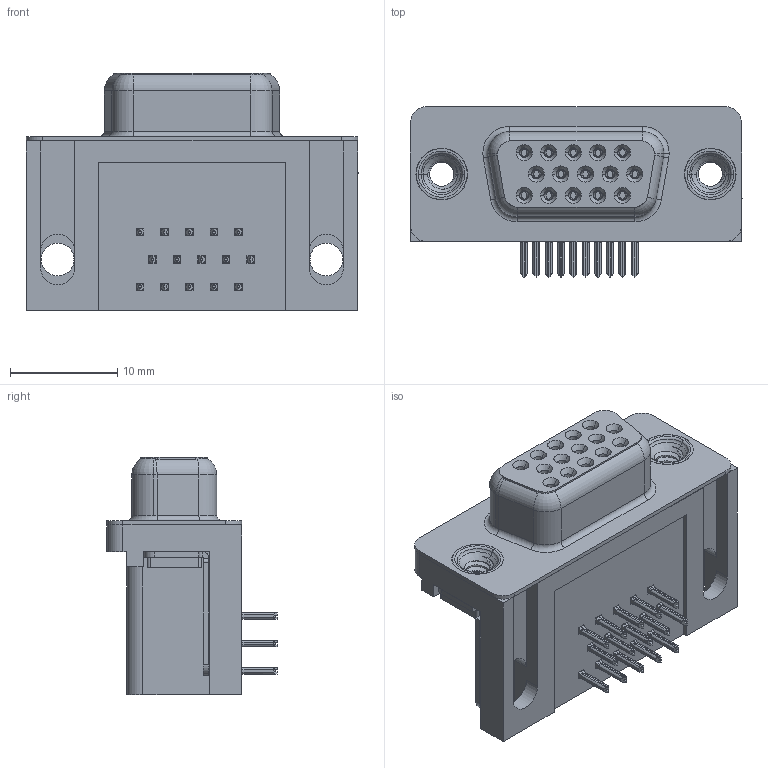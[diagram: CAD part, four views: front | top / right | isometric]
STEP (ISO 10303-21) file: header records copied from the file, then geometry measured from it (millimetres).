
FILE_DESCRIPTION (( 'STEP AP203' ), '1' );
FILE_NAME ('MHHDR-15FNS-C1.STEP', '2025-11-27T20:30:50', ( '' ), ( '' ), 'SwSTEP 2.0', 'SolidWorks 2023', '' );
FILE_SCHEMA (( 'CONFIG_CONTROL_DESIGN' ));
Length unit declared in the file: millimetre
Products named in the file (8): MHHDR Thru Hole Board Mount; MHHDR Contact Bottom; MHHDR 4-40 Threaded Rivet; MHHDR-15FNS-C1; MHHDR Contact Top; MHHDR Housing; MHHDR Contact Middle; MHHDR Shell
Assembly tree (21 placements, depth 2):
  MHHDR-15FNS-C1
    MHHDR Housing
    MHHDR Shell
    MHHDR Contact Bottom  x5
    MHHDR Contact Middle  x5
    MHHDR Contact Top  x5
    MHHDR Thru Hole Board Mount  x2
    MHHDR 4-40 Threaded Rivet  x2
Bounding box: 30.89 x 15.85 x 22.1 mm (x, y, z)
Volume: 4565.7 mm3; surface area: 6500.1 mm2
Topology: 21 solids, 21 shells, 2419 faces, 6356 edges, 3996 vertices
Faces by surface type: plane 1064, cylinder 599, bspline 526, cone 192, torus 38
Entity records: 31731 total; most frequent: CARTESIAN_POINT 11396, ORIENTED_EDGE 4208, DIRECTION 3587, EDGE_CURVE 2104, VERTEX_POINT 1336, VECTOR 1269, LINE 1269, AXIS2_PLACEMENT_3D 1159
